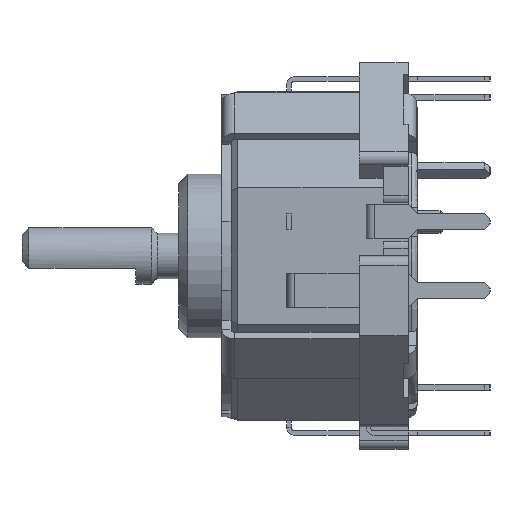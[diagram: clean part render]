
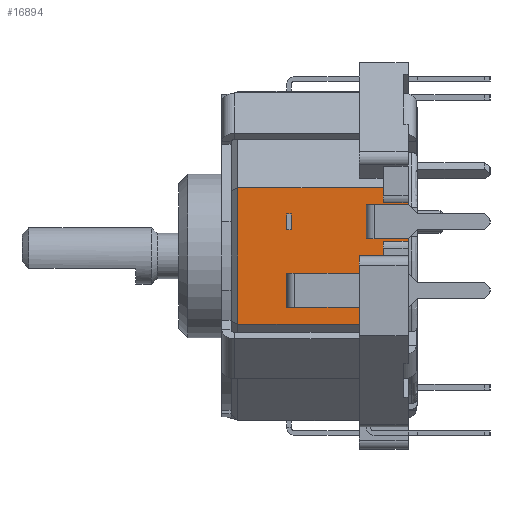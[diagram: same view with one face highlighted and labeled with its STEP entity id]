
A CAD part, left-side view. The second image highlights one B-rep face of the part: STEP entity #16894.
In plain terms, the highlighted planar face has unit normal (-1, 0, 0).
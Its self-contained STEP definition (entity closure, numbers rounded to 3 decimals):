
#20 = VECTOR ( 'NONE', #2958, 1000. ) ;
#402 = LINE ( 'NONE', #16020, #12480 ) ;
#486 = CARTESIAN_POINT ( 'NONE',  ( -7.25, 1.5, 2.15 ) ) ;
#556 = ORIENTED_EDGE ( 'NONE', *, *, #16087, .F. ) ;
#637 = ORIENTED_EDGE ( 'NONE', *, *, #12995, .T. ) ;
#752 = VERTEX_POINT ( 'NONE', #12704 ) ;
#1100 = DIRECTION ( 'NONE',  ( 0., -1., 0. ) ) ;
#1343 = EDGE_CURVE ( 'NONE', #14803, #3505, #1381, .T. ) ;
#1346 = VECTOR ( 'NONE', #2755, 1000. ) ;
#1369 = ORIENTED_EDGE ( 'NONE', *, *, #2654, .F. ) ;
#1381 = LINE ( 'NONE', #4260, #2204 ) ;
#1667 = DIRECTION ( 'NONE',  ( 1., 0., 0. ) ) ;
#1736 = CARTESIAN_POINT ( 'NONE',  ( -7.25, 0.4, 2.35 ) ) ;
#2204 = VECTOR ( 'NONE', #7149, 1000. ) ;
#2319 = CARTESIAN_POINT ( 'NONE',  ( -7.25, 1.5, 0.85 ) ) ;
#2331 = VERTEX_POINT ( 'NONE', #5805 ) ;
#2569 = VECTOR ( 'NONE', #3203, 1000. ) ;
#2654 = EDGE_CURVE ( 'NONE', #14803, #3237, #15800, .T. ) ;
#2663 = CARTESIAN_POINT ( 'NONE',  ( -7.25, 1.5, 3.003 ) ) ;
#2691 = ORIENTED_EDGE ( 'NONE', *, *, #16190, .T. ) ;
#2710 = AXIS2_PLACEMENT_3D ( 'NONE', #6982, #1667, #14323 ) ;
#2755 = DIRECTION ( 'NONE',  ( 0., 0., 1. ) ) ;
#2758 = CARTESIAN_POINT ( 'NONE',  ( -7.25, 1.5, 0. ) ) ;
#2875 = VERTEX_POINT ( 'NONE', #1736 ) ;
#2908 = VECTOR ( 'NONE', #16732, 1000. ) ;
#2934 = LINE ( 'NONE', #13913, #11940 ) ;
#2958 = DIRECTION ( 'NONE',  ( 0., -1., 0. ) ) ;
#3203 = DIRECTION ( 'NONE',  ( 0., 0., -1. ) ) ;
#3237 = VERTEX_POINT ( 'NONE', #5220 ) ;
#3338 = EDGE_CURVE ( 'NONE', #3699, #16531, #6799, .T. ) ;
#3408 = DIRECTION ( 'NONE',  ( 0., 0., 1. ) ) ;
#3505 = VERTEX_POINT ( 'NONE', #13181 ) ;
#3699 = VERTEX_POINT ( 'NONE', #9992 ) ;
#3831 = VERTEX_POINT ( 'NONE', #7583 ) ;
#4195 = DIRECTION ( 'NONE',  ( 0., 1., 0. ) ) ;
#4260 = CARTESIAN_POINT ( 'NONE',  ( -7.25, 1.5, 0.65 ) ) ;
#4483 = CARTESIAN_POINT ( 'NONE',  ( -7.25, 2.55, -3.003 ) ) ;
#4586 = VERTEX_POINT ( 'NONE', #12654 ) ;
#5220 = CARTESIAN_POINT ( 'NONE',  ( -7.25, 2.55, 0. ) ) ;
#5492 = EDGE_CURVE ( 'NONE', #5642, #13469, #10442, .T. ) ;
#5513 = VECTOR ( 'NONE', #12180, 1000. ) ;
#5642 = VERTEX_POINT ( 'NONE', #6806 ) ;
#5805 = CARTESIAN_POINT ( 'NONE',  ( -7.25, 7.9, 3.003 ) ) ;
#6016 = EDGE_CURVE ( 'NONE', #13469, #13291, #17764, .T. ) ;
#6211 = LINE ( 'NONE', #15959, #6938 ) ;
#6799 = LINE ( 'NONE', #11069, #2908 ) ;
#6806 = CARTESIAN_POINT ( 'NONE',  ( -7.25, 1.5, 2.15 ) ) ;
#6851 = ORIENTED_EDGE ( 'NONE', *, *, #3338, .T. ) ;
#6938 = VECTOR ( 'NONE', #3408, 1000. ) ;
#6947 = ORIENTED_EDGE ( 'NONE', *, *, #10411, .T. ) ;
#6982 = CARTESIAN_POINT ( 'NONE',  ( -7.25, 8.2, -3.003 ) ) ;
#7106 = ORIENTED_EDGE ( 'NONE', *, *, #13536, .T. ) ;
#7149 = DIRECTION ( 'NONE',  ( 0., 0., 1. ) ) ;
#7178 = CARTESIAN_POINT ( 'NONE',  ( -7.25, 0.6, 2.15 ) ) ;
#7575 = EDGE_CURVE ( 'NONE', #16016, #752, #15561, .T. ) ;
#7583 = CARTESIAN_POINT ( 'NONE',  ( -7.25, 0.4, 2.15 ) ) ;
#7609 = ORIENTED_EDGE ( 'NONE', *, *, #17293, .T. ) ;
#8177 = CARTESIAN_POINT ( 'NONE',  ( -7.25, 1.5, 0.65 ) ) ;
#8600 = DIRECTION ( 'NONE',  ( 0., 0., -1. ) ) ;
#8919 = EDGE_CURVE ( 'NONE', #2331, #3699, #2934, .T. ) ;
#9470 = CARTESIAN_POINT ( 'NONE',  ( -7.25, 8.2, 3.003 ) ) ;
#9472 = LINE ( 'NONE', #8177, #20 ) ;
#9947 = LINE ( 'NONE', #7178, #17742 ) ;
#9992 = CARTESIAN_POINT ( 'NONE',  ( -7.25, 7.9, -3.003 ) ) ;
#10088 = ORIENTED_EDGE ( 'NONE', *, *, #10090, .F. ) ;
#10090 = EDGE_CURVE ( 'NONE', #2331, #752, #13843, .T. ) ;
#10411 = EDGE_CURVE ( 'NONE', #16531, #3237, #6211, .T. ) ;
#10442 = LINE ( 'NONE', #486, #2569 ) ;
#10555 = ORIENTED_EDGE ( 'NONE', *, *, #1343, .T. ) ;
#10936 = CARTESIAN_POINT ( 'NONE',  ( -7.25, 1.5, 2.35 ) ) ;
#11069 = CARTESIAN_POINT ( 'NONE',  ( -7.25, 8.2, -3.003 ) ) ;
#11378 = VECTOR ( 'NONE', #1100, 1000. ) ;
#11481 = DIRECTION ( 'NONE',  ( 0., -1., 0. ) ) ;
#11940 = VECTOR ( 'NONE', #8600, 1000. ) ;
#12180 = DIRECTION ( 'NONE',  ( 0., -1., 0. ) ) ;
#12260 = ORIENTED_EDGE ( 'NONE', *, *, #8919, .T. ) ;
#12480 = VECTOR ( 'NONE', #14557, 1000. ) ;
#12529 = LINE ( 'NONE', #15491, #17113 ) ;
#12654 = CARTESIAN_POINT ( 'NONE',  ( -7.25, 0.4, 0.65 ) ) ;
#12660 = DIRECTION ( 'NONE',  ( 0., -1., 0. ) ) ;
#12704 = CARTESIAN_POINT ( 'NONE',  ( -7.25, 1.5, 3.003 ) ) ;
#12822 = CARTESIAN_POINT ( 'NONE',  ( -7.25, 0.4, 0.85 ) ) ;
#12834 = PLANE ( 'NONE',  #2710 ) ;
#12910 = VECTOR ( 'NONE', #4195, 1000. ) ;
#12995 = EDGE_CURVE ( 'NONE', #5642, #3831, #9947, .T. ) ;
#13181 = CARTESIAN_POINT ( 'NONE',  ( -7.25, 1.5, 0.65 ) ) ;
#13291 = VERTEX_POINT ( 'NONE', #12822 ) ;
#13469 = VERTEX_POINT ( 'NONE', #2319 ) ;
#13536 = EDGE_CURVE ( 'NONE', #4586, #13291, #12529, .T. ) ;
#13731 = CARTESIAN_POINT ( 'NONE',  ( -7.25, 1.5, 2.35 ) ) ;
#13843 = LINE ( 'NONE', #9470, #11378 ) ;
#13858 = VECTOR ( 'NONE', #11481, 1000. ) ;
#13913 = CARTESIAN_POINT ( 'NONE',  ( -7.25, 7.9, -3.003 ) ) ;
#14240 = CARTESIAN_POINT ( 'NONE',  ( -7.25, -1.2, 0. ) ) ;
#14323 = DIRECTION ( 'NONE',  ( 0., 0., -1. ) ) ;
#14557 = DIRECTION ( 'NONE',  ( 0., 0., 1. ) ) ;
#14588 = ORIENTED_EDGE ( 'NONE', *, *, #5492, .F. ) ;
#14792 = EDGE_LOOP ( 'NONE', ( #10555, #7609, #7106, #16970, #14588, #637, #2691, #556, #17026, #10088, #12260, #6851, #6947, #1369 ) ) ;
#14803 = VERTEX_POINT ( 'NONE', #2758 ) ;
#14884 = CARTESIAN_POINT ( 'NONE',  ( -7.25, 0.6, 0.85 ) ) ;
#15491 = CARTESIAN_POINT ( 'NONE',  ( -7.25, 0.4, 0. ) ) ;
#15524 = FACE_OUTER_BOUND ( 'NONE', #14792, .T. ) ;
#15561 = LINE ( 'NONE', #2663, #1346 ) ;
#15800 = LINE ( 'NONE', #14240, #12910 ) ;
#15959 = CARTESIAN_POINT ( 'NONE',  ( -7.25, 2.55, -3.003 ) ) ;
#16016 = VERTEX_POINT ( 'NONE', #13731 ) ;
#16020 = CARTESIAN_POINT ( 'NONE',  ( -7.25, 0.4, 0. ) ) ;
#16087 = EDGE_CURVE ( 'NONE', #16016, #2875, #18002, .T. ) ;
#16190 = EDGE_CURVE ( 'NONE', #3831, #2875, #402, .T. ) ;
#16531 = VERTEX_POINT ( 'NONE', #4483 ) ;
#16732 = DIRECTION ( 'NONE',  ( 0., -1., 0. ) ) ;
#16894 = ADVANCED_FACE ( 'NONE', ( #15524 ), #12834, .F. ) ;
#16970 = ORIENTED_EDGE ( 'NONE', *, *, #6016, .F. ) ;
#17026 = ORIENTED_EDGE ( 'NONE', *, *, #7575, .T. ) ;
#17113 = VECTOR ( 'NONE', #18297, 1000. ) ;
#17293 = EDGE_CURVE ( 'NONE', #3505, #4586, #9472, .T. ) ;
#17742 = VECTOR ( 'NONE', #12660, 1000. ) ;
#17764 = LINE ( 'NONE', #14884, #5513 ) ;
#18002 = LINE ( 'NONE', #10936, #13858 ) ;
#18297 = DIRECTION ( 'NONE',  ( 0., 0., 1. ) ) ;
